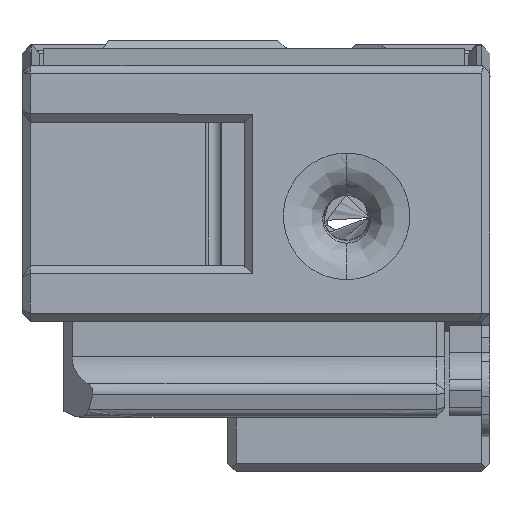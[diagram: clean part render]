
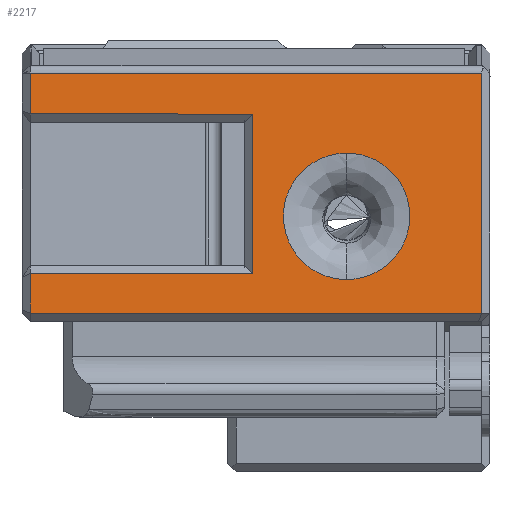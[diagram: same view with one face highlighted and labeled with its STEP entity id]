
A CAD part, left-side view. The second image highlights one B-rep face of the part: STEP entity #2217.
In plain terms, the highlighted planar face has unit normal (-0.998, 0, 0.07).
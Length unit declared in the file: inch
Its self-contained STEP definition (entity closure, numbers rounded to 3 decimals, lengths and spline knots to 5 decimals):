
#211 = DIRECTION ( 'NONE',  ( 0., 1., 0. ) ) ;
#360 = VECTOR ( 'NONE', #18635, 39.37008 ) ;
#548 = CARTESIAN_POINT ( 'NONE',  ( 9.93221, -0.15767, 0.92898 ) ) ;
#612 = EDGE_CURVE ( 'NONE', #17618, #19595, #21068, .T. ) ;
#1043 = CARTESIAN_POINT ( 'NONE',  ( 9.92113, -0.12612, 0.77051 ) ) ;
#1097 = AXIS2_PLACEMENT_3D ( 'NONE', #21067, #8319, #15440 ) ;
#1386 = CARTESIAN_POINT ( 'NONE',  ( 9.91776, -0.05118, 0.72226 ) ) ;
#1468 = EDGE_CURVE ( 'NONE', #5740, #17618, #24117, .T. ) ;
#1596 = ORIENTED_EDGE ( 'NONE', *, *, #612, .F. ) ;
#1711 = CARTESIAN_POINT ( 'NONE',  ( 9.91776, -0.05118, 0.72226 ) ) ;
#1821 = EDGE_CURVE ( 'NONE', #19595, #16509, #2065, .T. ) ;
#2037 = EDGE_LOOP ( 'NONE', ( #15806, #14574, #16112, #9711, #14544, #10014, #1596, #15657 ) ) ;
#2065 = LINE ( 'NONE', #17030, #13590 ) ;
#2082 = CARTESIAN_POINT ( 'NONE',  ( 9.91776, -0.05118, 0.72226 ) ) ;
#2217 = ADVANCED_FACE ( 'NONE', ( #13568, #10287 ), #6497, .T. ) ;
#2653 = CARTESIAN_POINT ( 'NONE',  ( 9.93369, -0.20043, 0.95018 ) ) ;
#2915 = CARTESIAN_POINT ( 'NONE',  ( 9.91692, -0.23228, 0.71024 ) ) ;
#3154 = CARTESIAN_POINT ( 'NONE',  ( 9.93391, -0.24827, 0.95324 ) ) ;
#3396 = EDGE_CURVE ( 'NONE', #17191, #20949, #6895, .T. ) ;
#3504 = EDGE_CURVE ( 'NONE', #21523, #23360, #10970, .T. ) ;
#4034 = DIRECTION ( 'NONE',  ( 0.07, 0., 0.998 ) ) ;
#4108 = CARTESIAN_POINT ( 'NONE',  ( 9.9124, 0.37598, 0.64567 ) ) ;
#4115 = CARTESIAN_POINT ( 'NONE',  ( 9.91692, -0.23228, 0.71024 ) ) ;
#4594 = CARTESIAN_POINT ( 'NONE',  ( 9.92319, -0.11406, 0.8 ) ) ;
#4735 = CARTESIAN_POINT ( 'NONE',  ( 9.93286, -0.29354, 0.93821 ) ) ;
#4966 = CARTESIAN_POINT ( 'NONE',  ( 9.91692, -0.23228, 0.71024 ) ) ;
#5116 = CARTESIAN_POINT ( 'NONE',  ( 9.92653, -0.35387, 0.84775 ) ) ;
#5268 = VECTOR ( 'NONE', #24033, 39.37008 ) ;
#5740 = VERTEX_POINT ( 'NONE', #19247 ) ;
#6447 = CARTESIAN_POINT ( 'NONE',  ( 9.92969, -0.12606, 0.8929 ) ) ;
#6497 = PLANE ( 'NONE',  #1097 ) ;
#6570 = CARTESIAN_POINT ( 'NONE',  ( 9.91692, -0.20047, 0.71024 ) ) ;
#6590 = CARTESIAN_POINT ( 'NONE',  ( 9.91785, -0.2958, 0.72354 ) ) ;
#6602 = CARTESIAN_POINT ( 'NONE',  ( 9.91776, 0.37598, 0.72226 ) ) ;
#6895 = LINE ( 'NONE', #1711, #360 ) ;
#7078 = CARTESIAN_POINT ( 'NONE',  ( 9.92113, -0.33848, 0.77048 ) ) ;
#7152 = VERTEX_POINT ( 'NONE', #23471 ) ;
#7545 = CARTESIAN_POINT ( 'NONE',  ( 9.93391, -0.23232, 0.95322 ) ) ;
#8223 = CARTESIAN_POINT ( 'NONE',  ( 9.9124, -0.49213, 0.64567 ) ) ;
#8319 = DIRECTION ( 'NONE',  ( -0.998, 0., 0.07 ) ) ;
#8421 = CARTESIAN_POINT ( 'NONE',  ( 9.93918, 0.37598, 1.02855 ) ) ;
#9159 = EDGE_CURVE ( 'NONE', #17191, #7152, #11611, .T. ) ;
#9471 = EDGE_CURVE ( 'NONE', #23360, #21523, #10029, .T. ) ;
#9711 = ORIENTED_EDGE ( 'NONE', *, *, #3396, .T. ) ;
#9872 = CARTESIAN_POINT ( 'NONE',  ( 9.93285, -0.17105, 0.93812 ) ) ;
#10014 = ORIENTED_EDGE ( 'NONE', *, *, #1821, .F. ) ;
#10029 = B_SPLINE_CURVE_WITH_KNOTS ( 'NONE', 3,
 ( #7545, #13503, #2653, #9872, #548, #10107, #6447, #15260, #13647, #23797, #4594, #1043, #19910, #17845, #6570, #4966 ),
 .UNSPECIFIED., .F., .F.,
 ( 4, 2, 2, 2, 2, 2, 2, 4 ),
 ( 0.5, 0.5625, 0.625, 0.6875, 0.75, 0.8125, 0.875, 1. ),
 .UNSPECIFIED. ) ;
#10107 = CARTESIAN_POINT ( 'NONE',  ( 9.93063, -0.13518, 0.90636 ) ) ;
#10287 = FACE_BOUND ( 'NONE', #13304, .T. ) ;
#10970 = B_SPLINE_CURVE_WITH_KNOTS ( 'NONE', 3,
 ( #2915, #21752, #6590, #14404, #7078, #12446, #21884, #5116, #20055, #18001, #12567, #23348, #4735, #14522, #3154, #21633 ),
 .UNSPECIFIED., .F., .F.,
 ( 4, 2, 2, 2, 2, 2, 2, 4 ),
 ( 0., 0.125, 0.1875, 0.25, 0.3125, 0.375, 0.4375, 0.5 ),
 .UNSPECIFIED. ) ;
#11322 = CARTESIAN_POINT ( 'NONE',  ( 9.9124, 0.37598, 0.64567 ) ) ;
#11559 = DIRECTION ( 'NONE',  ( 0.07, 0., 0.998 ) ) ;
#11611 = LINE ( 'NONE', #2082, #19370 ) ;
#11677 = VECTOR ( 'NONE', #11559, 39.37008 ) ;
#11855 = DIRECTION ( 'NONE',  ( 0., -1., 0. ) ) ;
#12368 = EDGE_CURVE ( 'NONE', #18102, #5740, #20502, .T. ) ;
#12446 = CARTESIAN_POINT ( 'NONE',  ( 9.92319, -0.35048, 0.79996 ) ) ;
#12567 = CARTESIAN_POINT ( 'NONE',  ( 9.93063, -0.32932, 0.90642 ) ) ;
#13093 = CARTESIAN_POINT ( 'NONE',  ( 9.94469, 0.37618, 1.1074 ) ) ;
#13304 = EDGE_LOOP ( 'NONE', ( #19718, #19637 ) ) ;
#13503 = CARTESIAN_POINT ( 'NONE',  ( 9.93391, -0.21638, 0.95321 ) ) ;
#13568 = FACE_OUTER_BOUND ( 'NONE', #2037, .T. ) ;
#13590 = VECTOR ( 'NONE', #211, 39.37008 ) ;
#13647 = CARTESIAN_POINT ( 'NONE',  ( 9.92653, -0.11059, 0.84778 ) ) ;
#14404 = CARTESIAN_POINT ( 'NONE',  ( 9.92019, -0.32962, 0.75698 ) ) ;
#14522 = CARTESIAN_POINT ( 'NONE',  ( 9.9337, -0.2642, 0.95024 ) ) ;
#14544 = ORIENTED_EDGE ( 'NONE', *, *, #17978, .F. ) ;
#14574 = ORIENTED_EDGE ( 'NONE', *, *, #20924, .T. ) ;
#15260 = CARTESIAN_POINT ( 'NONE',  ( 9.92764, -0.11369, 0.86362 ) ) ;
#15440 = DIRECTION ( 'NONE',  ( 0., 1., 0. ) ) ;
#15441 = DIRECTION ( 'NONE',  ( -0.07, 0., -0.998 ) ) ;
#15581 = CARTESIAN_POINT ( 'NONE',  ( 9.93391, -0.23232, 0.95322 ) ) ;
#15657 = ORIENTED_EDGE ( 'NONE', *, *, #1468, .F. ) ;
#15806 = ORIENTED_EDGE ( 'NONE', *, *, #12368, .F. ) ;
#16112 = ORIENTED_EDGE ( 'NONE', *, *, #9159, .F. ) ;
#16337 = LINE ( 'NONE', #8421, #18755 ) ;
#16498 = CARTESIAN_POINT ( 'NONE',  ( 9.93919, 0.37618, 1.02883 ) ) ;
#16509 = VERTEX_POINT ( 'NONE', #11322 ) ;
#17030 = CARTESIAN_POINT ( 'NONE',  ( 9.9124, -0.49213, 0.64567 ) ) ;
#17191 = VERTEX_POINT ( 'NONE', #1386 ) ;
#17618 = VERTEX_POINT ( 'NONE', #19447 ) ;
#17845 = CARTESIAN_POINT ( 'NONE',  ( 9.91785, -0.16883, 0.72356 ) ) ;
#17978 = EDGE_CURVE ( 'NONE', #16509, #20949, #20888, .T. ) ;
#18001 = CARTESIAN_POINT ( 'NONE',  ( 9.92969, -0.33841, 0.89293 ) ) ;
#18102 = VERTEX_POINT ( 'NONE', #19521 ) ;
#18635 = DIRECTION ( 'NONE',  ( 0., 1., 0. ) ) ;
#18755 = VECTOR ( 'NONE', #11855, 39.37008 ) ;
#19247 = CARTESIAN_POINT ( 'NONE',  ( 9.94469, 0.37618, 1.1074 ) ) ;
#19370 = VECTOR ( 'NONE', #4034, 39.37008 ) ;
#19447 = CARTESIAN_POINT ( 'NONE',  ( 9.94469, -0.49213, 1.1074 ) ) ;
#19521 = CARTESIAN_POINT ( 'NONE',  ( 9.93918, 0.37608, 1.02869 ) ) ;
#19595 = VERTEX_POINT ( 'NONE', #8223 ) ;
#19637 = ORIENTED_EDGE ( 'NONE', *, *, #9471, .F. ) ;
#19718 = ORIENTED_EDGE ( 'NONE', *, *, #3504, .F. ) ;
#19910 = CARTESIAN_POINT ( 'NONE',  ( 9.92019, -0.135, 0.75701 ) ) ;
#20055 = CARTESIAN_POINT ( 'NONE',  ( 9.92764, -0.35076, 0.86361 ) ) ;
#20502 = LINE ( 'NONE', #16498, #5268 ) ;
#20888 = LINE ( 'NONE', #4108, #11677 ) ;
#20924 = EDGE_CURVE ( 'NONE', #18102, #7152, #16337, .T. ) ;
#20949 = VERTEX_POINT ( 'NONE', #6602 ) ;
#21067 = CARTESIAN_POINT ( 'NONE',  ( 9.94469, 0.39173, 1.1074 ) ) ;
#21068 = LINE ( 'NONE', #22774, #24122 ) ;
#21523 = VERTEX_POINT ( 'NONE', #4115 ) ;
#21633 = CARTESIAN_POINT ( 'NONE',  ( 9.93391, -0.23232, 0.95322 ) ) ;
#21752 = CARTESIAN_POINT ( 'NONE',  ( 9.91692, -0.2641, 0.71024 ) ) ;
#21884 = CARTESIAN_POINT ( 'NONE',  ( 9.92431, -0.35367, 0.81591 ) ) ;
#22287 = DIRECTION ( 'NONE',  ( 0., -1., 0. ) ) ;
#22589 = VECTOR ( 'NONE', #22287, 39.37008 ) ;
#22774 = CARTESIAN_POINT ( 'NONE',  ( 9.94469, -0.49213, 1.1074 ) ) ;
#23348 = CARTESIAN_POINT ( 'NONE',  ( 9.93222, -0.30689, 0.92907 ) ) ;
#23360 = VERTEX_POINT ( 'NONE', #15581 ) ;
#23471 = CARTESIAN_POINT ( 'NONE',  ( 9.93918, -0.05118, 1.02855 ) ) ;
#23797 = CARTESIAN_POINT ( 'NONE',  ( 9.92431, -0.11083, 0.81595 ) ) ;
#24033 = DIRECTION ( 'NONE',  ( 0.07, 0., 0.998 ) ) ;
#24117 = LINE ( 'NONE', #13093, #22589 ) ;
#24122 = VECTOR ( 'NONE', #15441, 39.37008 ) ;
